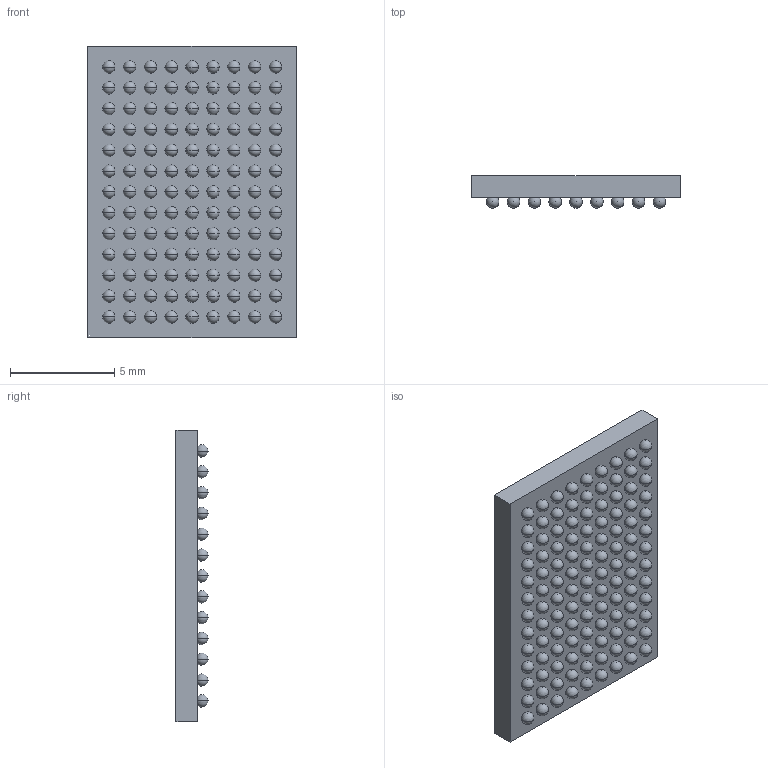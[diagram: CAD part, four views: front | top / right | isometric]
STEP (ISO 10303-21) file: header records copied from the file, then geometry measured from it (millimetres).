
FILE_DESCRIPTION (( 'STEP AP214' ), '1' );
FILE_NAME ('88E1111-B2-BAB1I000.STEP', '2020-06-22T22:01:08', ( '' ), ( '' ), 'SwSTEP 2.0', 'SolidWorks 2018', '' );
FILE_SCHEMA (( 'AUTOMOTIVE_DESIGN' ));
Length unit declared in the file: millimetre
Products named in the file (1): 88E1111-B2-BAB1I000
Bounding box: 10 x 1.54 x 14 mm (x, y, z)
Volume: 157.9 mm3; surface area: 458.6 mm2
Topology: 118 solids, 118 shells, 357 faces, 1065 edges, 710 vertices
Faces by surface type: sphere 234, plane 123
Entity records: 8965 total; most frequent: DIRECTION 1664, CARTESIAN_POINT 1197, ORIENTED_EDGE 960, AXIS2_PLACEMENT_3D 826, EDGE_CURVE 480, CIRCLE 468, VERTEX_POINT 359, ADVANCED_FACE 357
